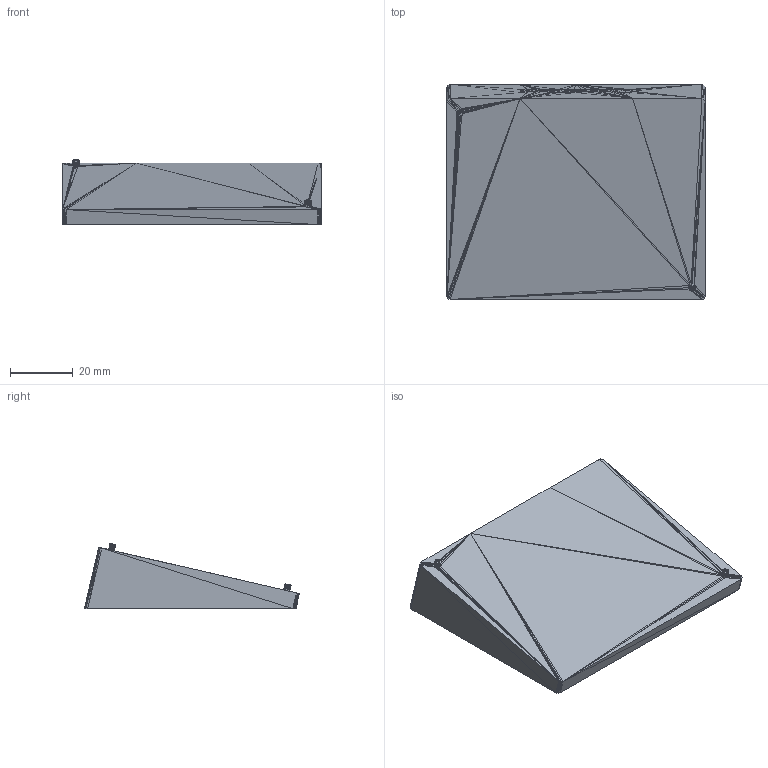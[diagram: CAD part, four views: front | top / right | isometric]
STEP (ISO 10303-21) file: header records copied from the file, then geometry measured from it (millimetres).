
FILE_DESCRIPTION(('STEP AP214'),'1');
FILE_NAME('tinker.stp','2025-02-20T23:44:16',(' '),(' '),'Spatial InterOp 3D',' ',' ');
FILE_SCHEMA(('automotive_design'));
Length unit declared in the file: metre
Products named in the file (1): Root
Bounding box: 82.1 x 68.32 x 20.72 mm (x, y, z)
Surface area: 14692.5 mm2 (no closed solid volume)
Topology: 0 solids, 1528 shells, 1528 faces, 4584 edges, 4132 vertices
Faces by surface type: plane 1528
Entity records: 54128 total; most frequent: DIRECTION 7642, ORIENTED_EDGE 4584, EDGE_CURVE 4584, LINE 4584, VECTOR 4584, CARTESIAN_POINT 4133, VERTEX_POINT 4132, AXIS2_PLACEMENT_3D 1529
